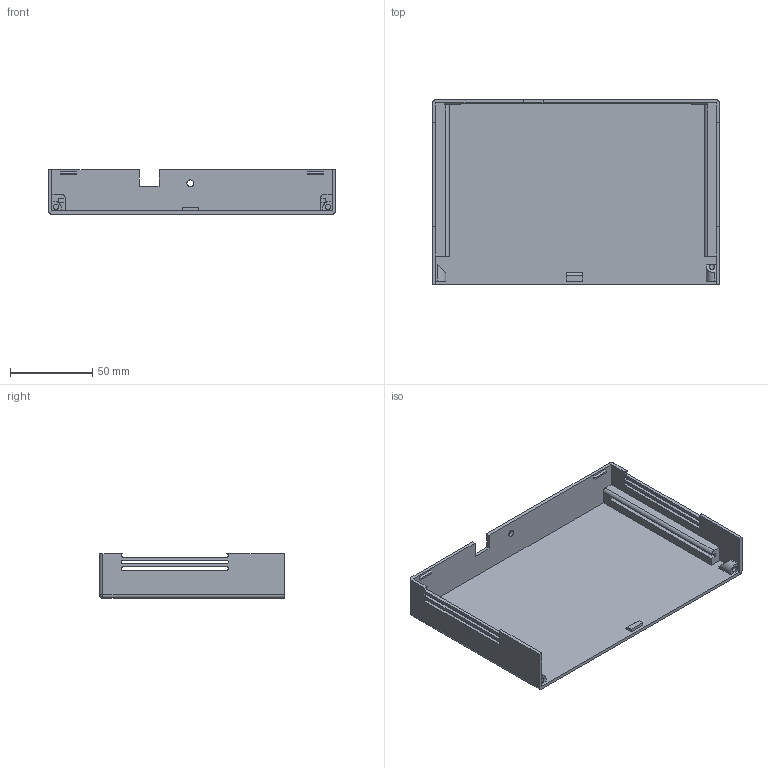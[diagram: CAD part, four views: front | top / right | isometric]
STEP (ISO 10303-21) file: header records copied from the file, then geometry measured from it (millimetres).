
FILE_DESCRIPTION(('FreeCAD Model'),'2;1');
FILE_NAME('Unterteil-Blanko.step','2019-04-14T11:41:08',('Author'),(''), 'Open CASCADE STEP processor 7.3','FreeCAD','Unknown');
FILE_SCHEMA(('AUTOMOTIVE_DESIGN { 1 0 10303 214 1 1 1 1 }'));
Length unit declared in the file: millimetre
Products named in the file (1): Fusion004022007
Bounding box: 174 x 112 x 27 mm (x, y, z)
Volume: 69192.8 mm3; surface area: 60210.2 mm2
Topology: 1 solids, 1 shells, 118 faces, 337 edges, 222 vertices
Faces by surface type: plane 80, cylinder 36, sphere 2
Full cylindrical faces by diameter (mm): 3.3 x2, 4.2 x1
Entity records: 9037 total; most frequent: CARTESIAN_POINT 1714, DIRECTION 1128, LINE 679, VECTOR 679, ORIENTED_EDGE 674, PCURVE 674, DEFINITIONAL_REPRESENTATION 674, EDGE_CURVE 337
